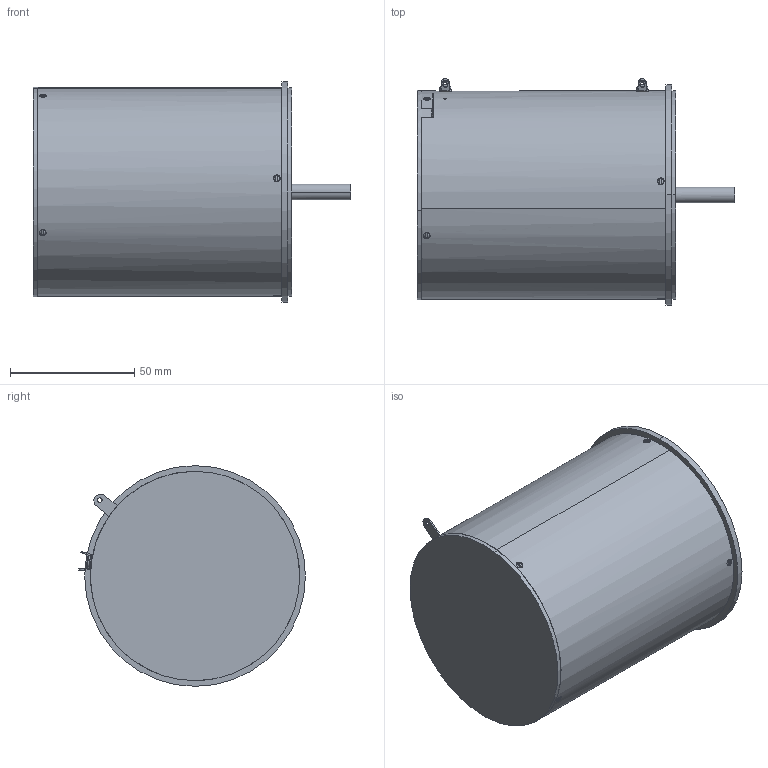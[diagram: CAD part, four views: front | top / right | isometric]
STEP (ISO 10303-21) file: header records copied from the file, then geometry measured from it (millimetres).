
FILE_DESCRIPTION((''),'2;1');
FILE_NAME('DSP-1G_SW0001','2015-07-13T',('bmozley'),(''),'CREO PARAMETRIC BY PTC INC, 2015080','CREO PARAMETRIC BY PTC INC, 2015080','');
FILE_SCHEMA(('CONFIG_CONTROL_DESIGN'));
Length unit declared in the file: inch
Products named in the file (1): DSP-1G_SW0001
Bounding box: 127.96 x 91.38 x 88.9 mm (x, y, z)
Volume: 580699.6 mm3; surface area: 41346.9 mm2
Topology: 3 solids, 3 shells, 329 faces, 770 edges, 478 vertices
Faces by surface type: cylinder 115, bspline 100, plane 88, sphere 16, torus 8, cone 2
Entity records: 15413 total; most frequent: CARTESIAN_POINT 8584, ORIENTED_EDGE 1540, DIRECTION 1122, EDGE_CURVE 770, VERTEX_POINT 478, AXIS2_PLACEMENT_3D 423, EDGE_LOOP 370, FACE_OUTER_BOUND 329
